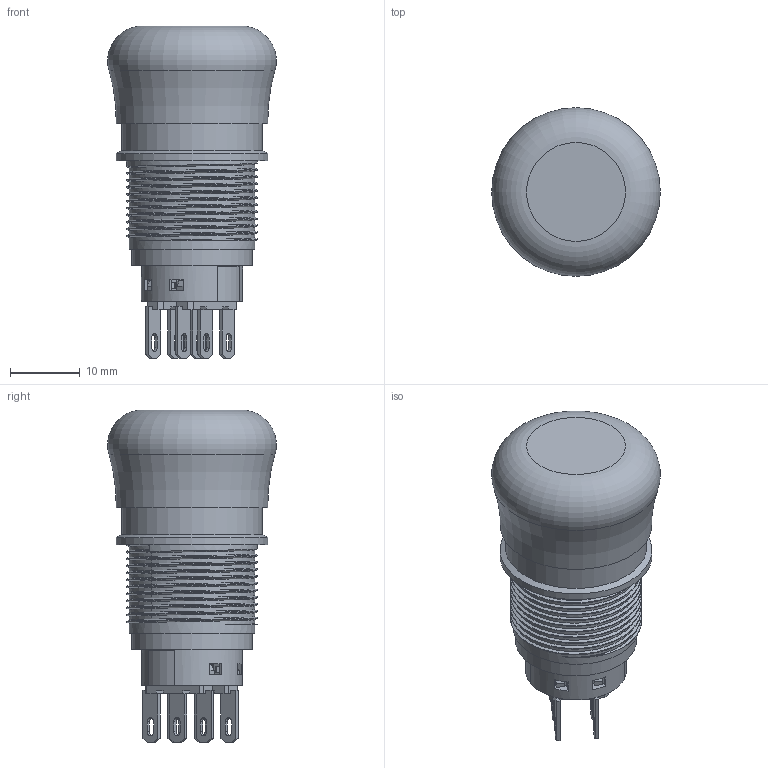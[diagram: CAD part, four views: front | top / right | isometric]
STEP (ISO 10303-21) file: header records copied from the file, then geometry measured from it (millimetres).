
FILE_DESCRIPTION(/* description */ (''),/* implementation_level */ '2;1');
FILE_NAME(/* name */ 'J19-812_x_t.stp',/* time_stamp */ '2022-09-17T10:29:15+08:00',/* author */ (''),/* organization */ (''),/* preprocessor_version */ 'ST-DEVELOPER v16.7',/* originating_system */ 'SIEMENS PLM Software NX 12.0',/* authorisation */ '');
FILE_SCHEMA (('AP203_CONFIGURATION_CONTROLLED_3D_DESIGN_OF_MECHANICAL_PARTS_AND_ASSEMBLIES_MIM_LF { 1 0 10303 403 2 1 2}'));
Length unit declared in the file: millimetre
Products named in the file (7): J19-812_id33_x_t; J19-812_id28_x_t; J19-812_id23_x_t; J19-812_id18_x_t; J19-812_id11_x_t; J19-812_id6_x_t; J19-812_x_t
Assembly tree (7 placements, depth 2):
  J19-812_x_t
    J19-812_id6_x_t
    J19-812_id11_x_t  x2
    J19-812_id18_x_t
    J19-812_id23_x_t
    J19-812_id28_x_t
    J19-812_id33_x_t
Bounding box: 24.2 x 24.2 x 47.62 mm (x, y, z)
Volume: 13739.3 mm3; surface area: 10330.7 mm2
Topology: 7 solids, 7 shells, 1088 faces, 3008 edges, 1957 vertices
Faces by surface type: plane 828, cylinder 154, bspline 90, cone 13, torus 3
Full cylindrical faces by diameter (mm): 1 x1, 14.5 x1, 15.5 x1, 15.7 x1, 16.5 x1, 17.3 x2, 17.5 x1, 18 x11, 20.2 x1, 21.8 x1
Entity records: 48398 total; most frequent: CARTESIAN_POINT 25353, ORIENTED_EDGE 4774, DIRECTION 3817, EDGE_CURVE 2387, LINE 1781, VECTOR 1781, VERTEX_POINT 1561, AXIS2_PLACEMENT_3D 1018
